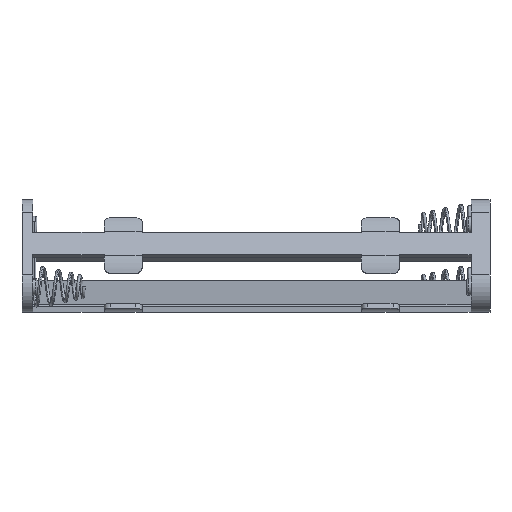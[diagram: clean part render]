
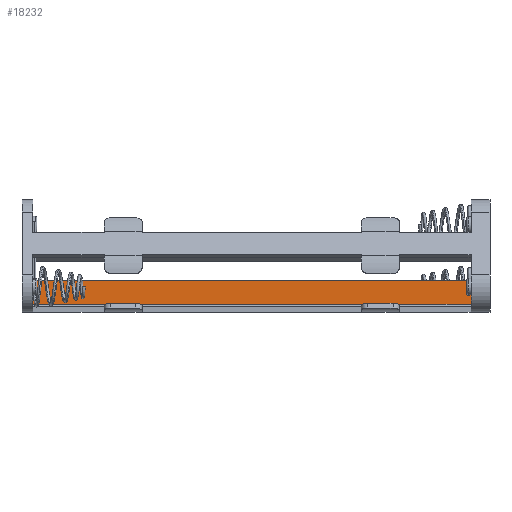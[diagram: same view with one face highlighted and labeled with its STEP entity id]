
A CAD part, front view. The second image highlights one B-rep face of the part: STEP entity #18232.
In plain terms, the highlighted planar face has unit normal (0, -1, 0).
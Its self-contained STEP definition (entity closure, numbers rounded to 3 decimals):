
#70 = AXIS2_PLACEMENT_3D ( 'NONE', #13475, #6245, #12195 ) ;
#166 = VECTOR ( 'NONE', #11683, 1000. ) ;
#613 = EDGE_CURVE ( 'NONE', #16694, #8676, #18389, .T. ) ;
#959 = CARTESIAN_POINT ( 'NONE',  ( -62.731, 13.85, -8.972 ) ) ;
#1531 = DIRECTION ( 'NONE',  ( 0., 0., 1. ) ) ;
#1811 = CARTESIAN_POINT ( 'NONE',  ( 51., 13.85, 0. ) ) ;
#2249 = EDGE_CURVE ( 'NONE', #15296, #8966, #10536, .T. ) ;
#2322 = CARTESIAN_POINT ( 'NONE',  ( -62.731, 13.85, -3.372 ) ) ;
#2479 = DIRECTION ( 'NONE',  ( 0., 0., 1. ) ) ;
#3386 = EDGE_CURVE ( 'NONE', #16020, #16694, #9769, .T. ) ;
#3727 = CARTESIAN_POINT ( 'NONE',  ( 51., 13.85, -8.972 ) ) ;
#4809 = ORIENTED_EDGE ( 'NONE', *, *, #17585, .F. ) ;
#5126 = VECTOR ( 'NONE', #1531, 1000. ) ;
#5466 = CARTESIAN_POINT ( 'NONE',  ( 51., 13.85, -3.372 ) ) ;
#5839 = LINE ( 'NONE', #959, #166 ) ;
#6245 = DIRECTION ( 'NONE',  ( 0., -1., 0. ) ) ;
#6706 = LINE ( 'NONE', #2322, #8568 ) ;
#6718 = VECTOR ( 'NONE', #2479, 1000. ) ;
#7757 = EDGE_CURVE ( 'NONE', #16020, #8966, #5839, .T. ) ;
#8095 = ORIENTED_EDGE ( 'NONE', *, *, #613, .F. ) ;
#8367 = EDGE_LOOP ( 'NONE', ( #9135, #10876, #17069, #4809, #8095 ) ) ;
#8568 = VECTOR ( 'NONE', #9850, 1000. ) ;
#8676 = VERTEX_POINT ( 'NONE', #16734 ) ;
#8948 = PLANE ( 'NONE',  #70 ) ;
#8966 = VERTEX_POINT ( 'NONE', #3727 ) ;
#9135 = ORIENTED_EDGE ( 'NONE', *, *, #3386, .F. ) ;
#9301 = FACE_OUTER_BOUND ( 'NONE', #8367, .T. ) ;
#9769 = LINE ( 'NONE', #17549, #6718 ) ;
#9850 = DIRECTION ( 'NONE',  ( 1., 0., 0. ) ) ;
#10313 = CARTESIAN_POINT ( 'NONE',  ( -53., 13.85, 0. ) ) ;
#10536 = LINE ( 'NONE', #1811, #18820 ) ;
#10876 = ORIENTED_EDGE ( 'NONE', *, *, #7757, .T. ) ;
#11683 = DIRECTION ( 'NONE',  ( 1., 0., 0. ) ) ;
#12049 = CARTESIAN_POINT ( 'NONE',  ( -53., 13.85, -8.972 ) ) ;
#12195 = DIRECTION ( 'NONE',  ( 0., 0., -1. ) ) ;
#13475 = CARTESIAN_POINT ( 'NONE',  ( -62.731, 13.85, 0. ) ) ;
#15296 = VERTEX_POINT ( 'NONE', #5466 ) ;
#16020 = VERTEX_POINT ( 'NONE', #12049 ) ;
#16694 = VERTEX_POINT ( 'NONE', #19211 ) ;
#16734 = CARTESIAN_POINT ( 'NONE',  ( -53., 13.85, -3.372 ) ) ;
#17069 = ORIENTED_EDGE ( 'NONE', *, *, #2249, .F. ) ;
#17077 = DIRECTION ( 'NONE',  ( 0., 0., -1. ) ) ;
#17549 = CARTESIAN_POINT ( 'NONE',  ( -53., 13.85, 0. ) ) ;
#17585 = EDGE_CURVE ( 'NONE', #8676, #15296, #6706, .T. ) ;
#18232 = ADVANCED_FACE ( 'NONE', ( #9301 ), #8948, .T. ) ;
#18389 = LINE ( 'NONE', #10313, #5126 ) ;
#18820 = VECTOR ( 'NONE', #17077, 1000. ) ;
#19211 = CARTESIAN_POINT ( 'NONE',  ( -53., 13.85, -7.872 ) ) ;
